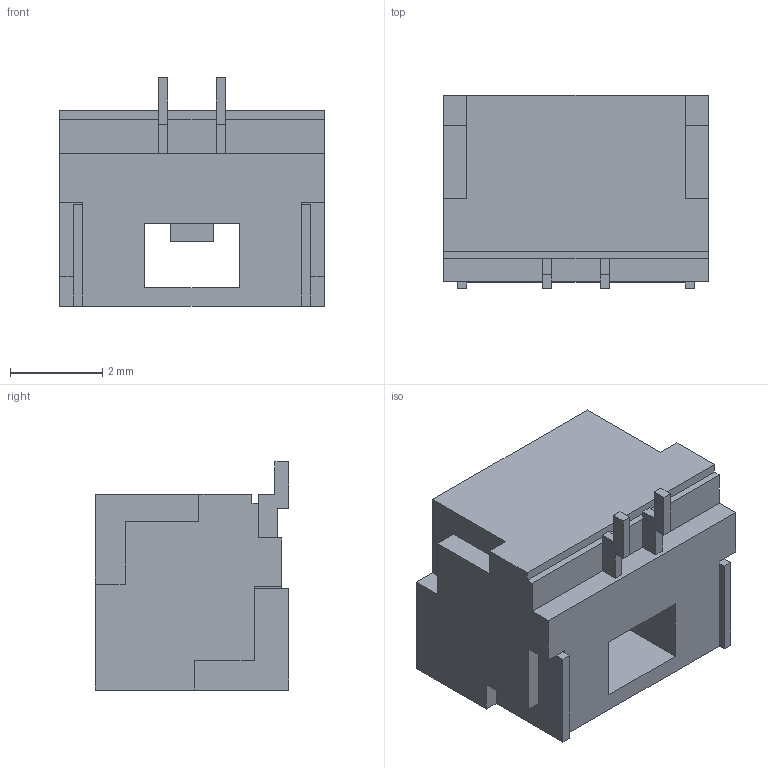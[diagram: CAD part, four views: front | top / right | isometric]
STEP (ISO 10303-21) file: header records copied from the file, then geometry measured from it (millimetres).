
FILE_DESCRIPTION (( 'STEP AP214' ), '1' );
FILE_NAME ('JST BM02B-GHS-TBT.STEP', '2015-11-28T06:24:26', ( '' ), ( '' ), 'SwSTEP 2.0', 'SolidWorks 2015', '' );
FILE_SCHEMA (( 'AUTOMOTIVE_DESIGN' ));
Length unit declared in the file: millimetre
Products named in the file (1): JST BM02B-GHS-TBT
Bounding box: 5.75 x 4.2 x 4.95 mm (x, y, z)
Volume: 65.3 mm3; surface area: 190.9 mm2
Topology: 1 solids, 1 shells, 78 faces, 214 edges, 140 vertices
Faces by surface type: plane 78
Entity records: 2771 total; most frequent: CARTESIAN_POINT 433, ORIENTED_EDGE 428, DIRECTION 372, LINE 214, VECTOR 214, EDGE_CURVE 214, VERTEX_POINT 140, EDGE_LOOP 82
